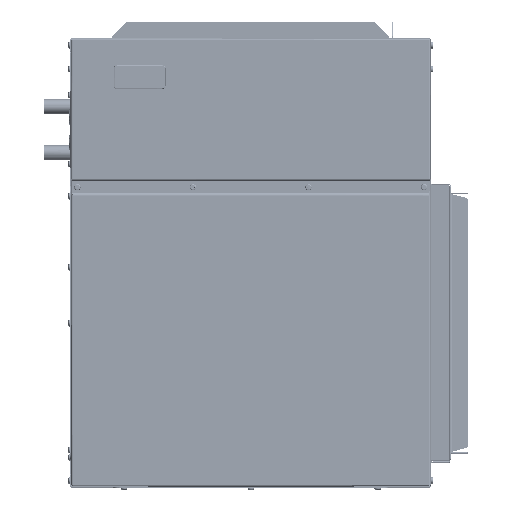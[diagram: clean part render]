
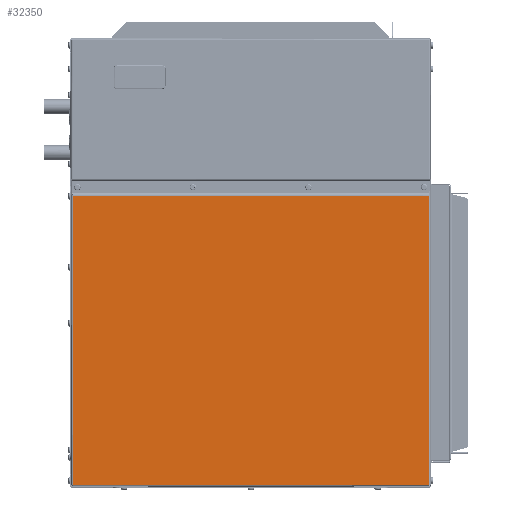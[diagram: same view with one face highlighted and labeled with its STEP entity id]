
A CAD part, top view. The second image highlights one B-rep face of the part: STEP entity #32350.
In plain terms, the highlighted planar face has unit normal (0, 0, 1).
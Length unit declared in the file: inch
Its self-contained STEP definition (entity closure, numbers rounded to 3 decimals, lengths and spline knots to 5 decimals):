
#6093 = VECTOR ( 'NONE', #65511, 39.37008 ) ;
#11278 = DIRECTION ( 'NONE',  ( 0., -1., 0. ) ) ;
#12983 = CARTESIAN_POINT ( 'NONE',  ( -10.39099, 0.1702, 12.19215 ) ) ;
#13382 = VECTOR ( 'NONE', #37431, 39.37008 ) ;
#15942 = EDGE_CURVE ( 'NONE', #105742, #93948, #151617, .T. ) ;
#20240 = AXIS2_PLACEMENT_3D ( 'NONE', #41288, #189962, #162074 ) ;
#21146 = CARTESIAN_POINT ( 'NONE',  ( 10.39099, 16.9734, 12.19215 ) ) ;
#27335 = VERTEX_POINT ( 'NONE', #44666 ) ;
#29985 = VECTOR ( 'NONE', #88951, 39.37008 ) ;
#32350 = ADVANCED_FACE ( 'NONE', ( #55688 ), #143975, .F. ) ;
#37431 = DIRECTION ( 'NONE',  ( -1., 0., 0. ) ) ;
#41288 = CARTESIAN_POINT ( 'NONE',  ( 0., 8.5718, 12.19215 ) ) ;
#44666 = CARTESIAN_POINT ( 'NONE',  ( -10.3391, 0.1702, 12.19215 ) ) ;
#46806 = EDGE_LOOP ( 'NONE', ( #169586, #107259, #111641, #156794 ) ) ;
#52801 = CARTESIAN_POINT ( 'NONE',  ( 10.3391, 0.11831, 12.19215 ) ) ;
#55688 = FACE_OUTER_BOUND ( 'NONE', #46806, .T. ) ;
#56240 = LINE ( 'NONE', #12983, #29985 ) ;
#65511 = DIRECTION ( 'NONE',  ( 0., 1., 0. ) ) ;
#83857 = CARTESIAN_POINT ( 'NONE',  ( 10.3391, 0.1702, 12.19215 ) ) ;
#88951 = DIRECTION ( 'NONE',  ( 1., 0., 0. ) ) ;
#91491 = EDGE_CURVE ( 'NONE', #161991, #105742, #155451, .T. ) ;
#92151 = VECTOR ( 'NONE', #11278, 39.37008 ) ;
#93948 = VERTEX_POINT ( 'NONE', #163624 ) ;
#105742 = VERTEX_POINT ( 'NONE', #147253 ) ;
#107259 = ORIENTED_EDGE ( 'NONE', *, *, #91491, .T. ) ;
#111641 = ORIENTED_EDGE ( 'NONE', *, *, #15942, .T. ) ;
#113171 = CARTESIAN_POINT ( 'NONE',  ( -10.3391, 17.02529, 12.19215 ) ) ;
#116333 = EDGE_CURVE ( 'NONE', #93948, #27335, #173507, .T. ) ;
#143975 = PLANE ( 'NONE',  #20240 ) ;
#147253 = CARTESIAN_POINT ( 'NONE',  ( 10.3391, 16.9734, 12.19215 ) ) ;
#151617 = LINE ( 'NONE', #21146, #13382 ) ;
#155451 = LINE ( 'NONE', #52801, #6093 ) ;
#156794 = ORIENTED_EDGE ( 'NONE', *, *, #116333, .T. ) ;
#161991 = VERTEX_POINT ( 'NONE', #83857 ) ;
#162074 = DIRECTION ( 'NONE',  ( -1., 0., 0. ) ) ;
#163624 = CARTESIAN_POINT ( 'NONE',  ( -10.3391, 16.9734, 12.19215 ) ) ;
#169586 = ORIENTED_EDGE ( 'NONE', *, *, #181617, .T. ) ;
#173507 = LINE ( 'NONE', #113171, #92151 ) ;
#181617 = EDGE_CURVE ( 'NONE', #27335, #161991, #56240, .T. ) ;
#189962 = DIRECTION ( 'NONE',  ( 0., 0., -1. ) ) ;
